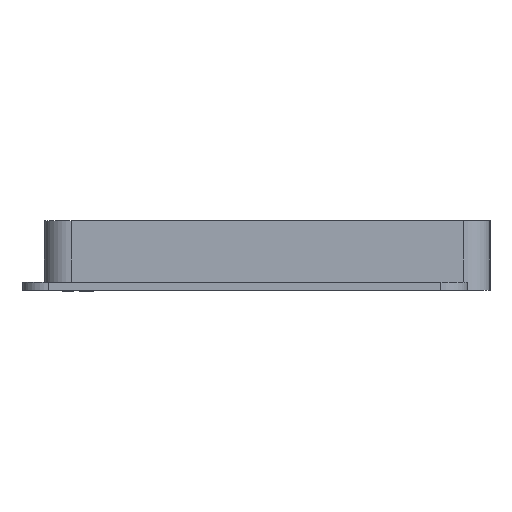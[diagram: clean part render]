
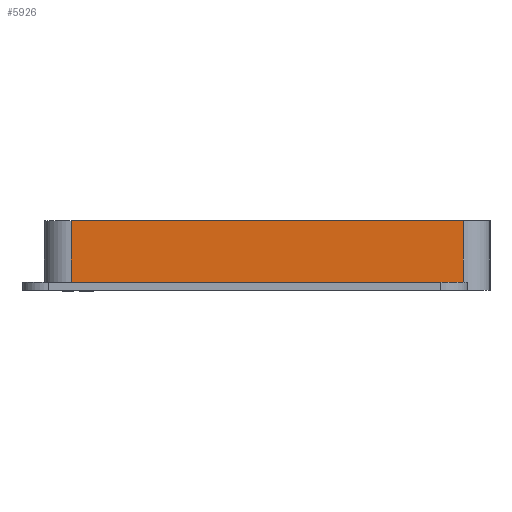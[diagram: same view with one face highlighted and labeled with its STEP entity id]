
A CAD part, left-side view. The second image highlights one B-rep face of the part: STEP entity #5926.
In plain terms, the highlighted planar face has unit normal (-1, 0, 0).
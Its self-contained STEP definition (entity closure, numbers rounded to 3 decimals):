
#622=PLANE('',#6305);
#747=FACE_OUTER_BOUND('',#1082,.T.);
#1082=EDGE_LOOP('',(#4129,#4130,#4131,#4132));
#1436=LINE('',#7460,#1929);
#1449=LINE('',#7493,#1942);
#1460=LINE('',#7528,#1953);
#1478=LINE('',#7581,#1971);
#1929=VECTOR('',#6505,10.);
#1942=VECTOR('',#6528,10.);
#1953=VECTOR('',#6563,10.);
#1971=VECTOR('',#6623,10.);
#2495=VERTEX_POINT('',#7457);
#2496=VERTEX_POINT('',#7459);
#2511=VERTEX_POINT('',#7491);
#2523=VERTEX_POINT('',#7526);
#3109=EDGE_CURVE('',#2495,#2496,#1436,.T.);
#3126=EDGE_CURVE('',#2511,#2495,#1449,.T.);
#3144=EDGE_CURVE('',#2523,#2511,#1460,.T.);
#3170=EDGE_CURVE('',#2496,#2523,#1478,.T.);
#4129=ORIENTED_EDGE('',*,*,#3109,.F.);
#4130=ORIENTED_EDGE('',*,*,#3126,.F.);
#4131=ORIENTED_EDGE('',*,*,#3144,.F.);
#4132=ORIENTED_EDGE('',*,*,#3170,.F.);
#5926=ADVANCED_FACE('',(#747),#622,.T.);
#6305=AXIS2_PLACEMENT_3D('',#7580,#6621,#6622);
#6505=DIRECTION('',(0.,0.,-1.));
#6528=DIRECTION('',(0.,-1.,0.));
#6563=DIRECTION('',(0.,0.,1.));
#6621=DIRECTION('center_axis',(-1.,0.,0.));
#6622=DIRECTION('ref_axis',(0.,-1.,0.));
#6623=DIRECTION('',(0.,1.,0.));
#7457=CARTESIAN_POINT('',(-72.517,-68.693,13.));
#7459=CARTESIAN_POINT('',(-72.517,-68.693,0.));
#7460=CARTESIAN_POINT('',(-72.517,-68.693,0.));
#7491=CARTESIAN_POINT('',(-72.517,4.5,13.));
#7493=CARTESIAN_POINT('',(-72.517,-73.693,13.));
#7526=CARTESIAN_POINT('',(-72.517,4.5,0.));
#7528=CARTESIAN_POINT('',(-72.517,4.5,0.));
#7580=CARTESIAN_POINT('Origin',(-72.517,9.5,0.));
#7581=CARTESIAN_POINT('',(-72.517,-73.693,0.));
